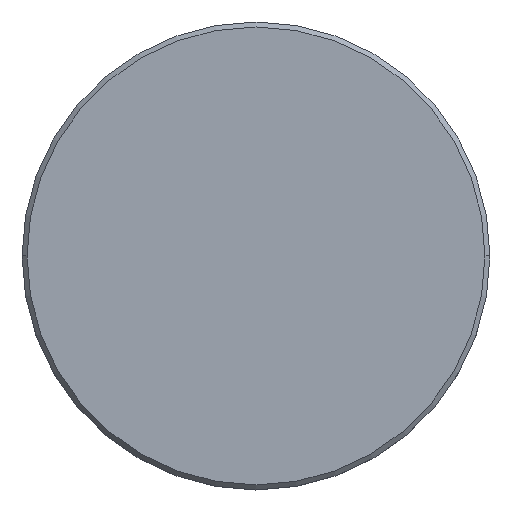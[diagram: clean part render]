
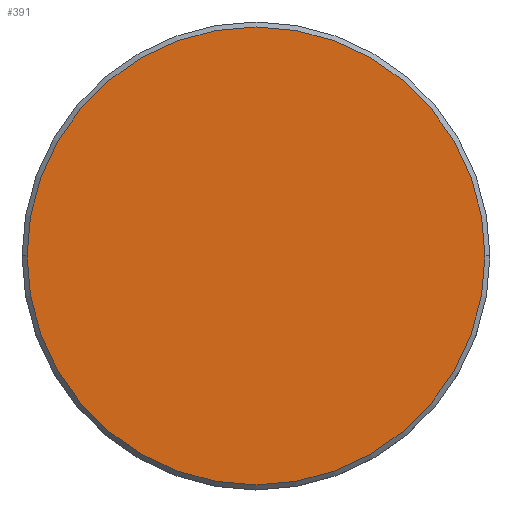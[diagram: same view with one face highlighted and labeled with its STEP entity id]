
A CAD part, top view. The second image highlights one B-rep face of the part: STEP entity #391.
In plain terms, the highlighted planar face has unit normal (0, 0, 1).
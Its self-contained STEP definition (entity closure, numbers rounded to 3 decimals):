
#34 = CIRCLE ( 'NONE', #439, 23. ) ;
#88 = AXIS2_PLACEMENT_3D ( 'NONE', #574, #947, #654 ) ;
#89 = CARTESIAN_POINT ( 'NONE',  ( 23., 0., 0. ) ) ;
#166 = DIRECTION ( 'NONE',  ( 1., 0., 0. ) ) ;
#195 = PLANE ( 'NONE',  #88 ) ;
#250 = DIRECTION ( 'NONE',  ( 0., 0., 1. ) ) ;
#258 = CARTESIAN_POINT ( 'NONE',  ( 0., 0., 0. ) ) ;
#391 = ADVANCED_FACE ( 'NONE', ( #495 ), #195, .T. ) ;
#426 = CIRCLE ( 'NONE', #1134, 23. ) ;
#439 = AXIS2_PLACEMENT_3D ( 'NONE', #258, #959, #910 ) ;
#478 = EDGE_CURVE ( 'NONE', #1040, #710, #34, .T. ) ;
#495 = FACE_OUTER_BOUND ( 'NONE', #733, .T. ) ;
#529 = CARTESIAN_POINT ( 'NONE',  ( 0., 0., 0. ) ) ;
#531 = ORIENTED_EDGE ( 'NONE', *, *, #978, .T. ) ;
#574 = CARTESIAN_POINT ( 'NONE',  ( 0., 0., 0. ) ) ;
#654 = DIRECTION ( 'NONE',  ( 1., 0., 0. ) ) ;
#710 = VERTEX_POINT ( 'NONE', #89 ) ;
#733 = EDGE_LOOP ( 'NONE', ( #759, #531 ) ) ;
#759 = ORIENTED_EDGE ( 'NONE', *, *, #478, .T. ) ;
#886 = CARTESIAN_POINT ( 'NONE',  ( -23., 0., 0. ) ) ;
#910 = DIRECTION ( 'NONE',  ( 1., 0., 0. ) ) ;
#947 = DIRECTION ( 'NONE',  ( 0., 0., 1. ) ) ;
#959 = DIRECTION ( 'NONE',  ( 0., 0., 1. ) ) ;
#978 = EDGE_CURVE ( 'NONE', #710, #1040, #426, .T. ) ;
#1040 = VERTEX_POINT ( 'NONE', #886 ) ;
#1134 = AXIS2_PLACEMENT_3D ( 'NONE', #529, #250, #166 ) ;
